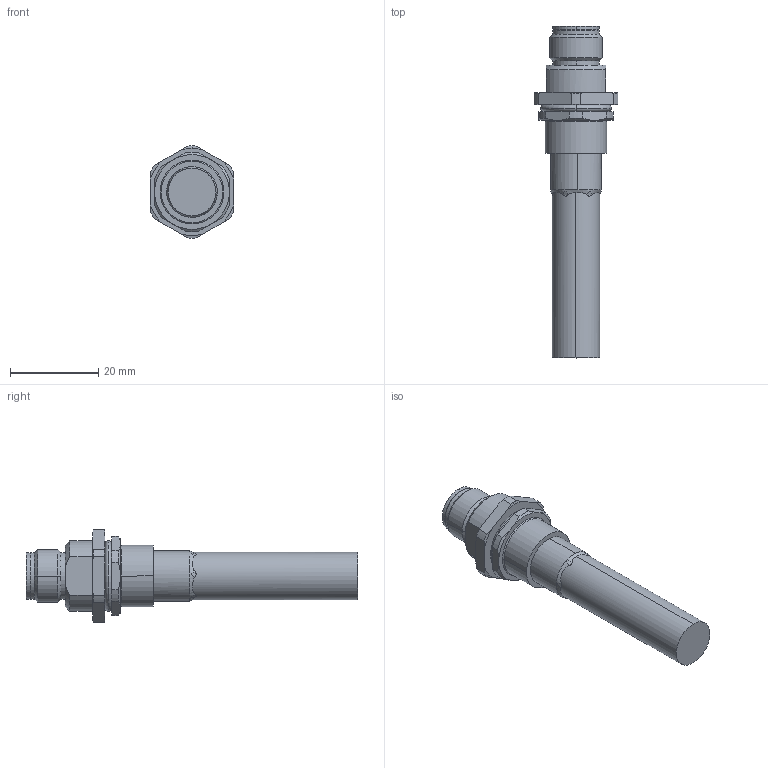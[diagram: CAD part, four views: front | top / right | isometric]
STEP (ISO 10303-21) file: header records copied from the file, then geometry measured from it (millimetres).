
FILE_DESCRIPTION (( 'STEP AP214' ), '1' );
FILE_NAME ('Y1醱啣宒鼠芛.STEP', '2022-11-23T12:51:28', ( '' ), ( '' ), 'SwSTEP 2.0', 'SolidWorks 2018', '' );
FILE_SCHEMA (( 'AUTOMOTIVE_DESIGN' ));
Length unit declared in the file: millimetre
Products named in the file (6): 錨璃7^10Assembly for male conn; 錨璃8^10Assembly for male conn; 錨璃9^10Assembly for male conn; Y1醱啣宒鼠芛; 錨璃12^10Assembly for male conn; 錨璃13^10Assembly for male conn
Assembly tree (2 placements, depth 2):
  錨璃7^10Assembly for male conn
  錨璃8^10Assembly for male conn
  錨璃9^10Assembly for male conn
  Y1醱啣宒鼠芛
    錨璃12^10Assembly for male conn
    錨璃13^10Assembly for male conn
Bounding box: 19 x 75.3 x 20.95 mm (x, y, z)
Volume: 8524.1 mm3; surface area: 6858 mm2
Topology: 2 solids, 9 shells, 498 faces, 1279 edges, 806 vertices
Faces by surface type: cylinder 176, cone 119, plane 117, bspline 61, sphere 14, torus 11
Entity records: 20818 total; most frequent: CARTESIAN_POINT 8911, ORIENTED_EDGE 2510, DIRECTION 2459, EDGE_CURVE 1255, AXIS2_PLACEMENT_3D 1010, VERTEX_POINT 802, CIRCLE 568, EDGE_LOOP 553
